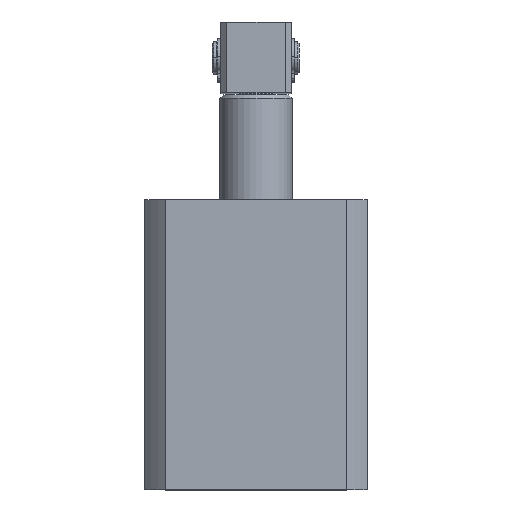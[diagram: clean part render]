
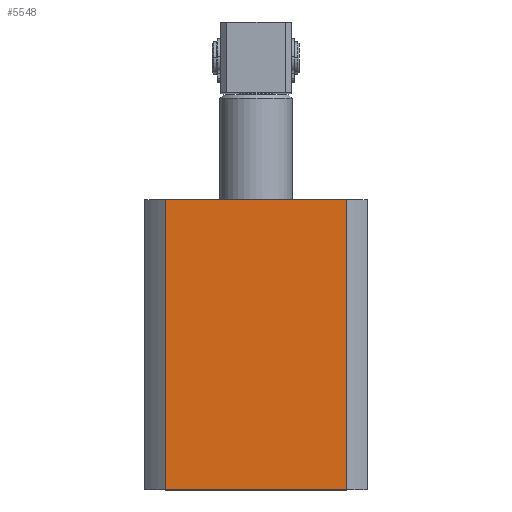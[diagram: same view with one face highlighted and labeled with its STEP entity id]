
A CAD part, top view. The second image highlights one B-rep face of the part: STEP entity #5548.
In plain terms, the highlighted planar face has unit normal (0, 0, 1).
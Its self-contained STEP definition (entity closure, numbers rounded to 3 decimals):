
#831 = DIRECTION ( 'NONE',  ( -1., 0., 0. ) ) ;
#832 = DIRECTION ( 'NONE',  ( 0., 0., -1. ) ) ;
#835 = PLANE ( 'NONE',  #3781 ) ;
#841 = CARTESIAN_POINT ( 'NONE',  ( -34.5, 90., 34.5 ) ) ;
#928 = VECTOR ( 'NONE', #2110, 1000. ) ;
#929 = LINE ( 'NONE', #2112, #928 ) ;
#935 = VECTOR ( 'NONE', #2134, 1000. ) ;
#936 = LINE ( 'NONE', #2135, #935 ) ;
#939 = VECTOR ( 'NONE', #2154, 1000. ) ;
#946 = LINE ( 'NONE', #2166, #939 ) ;
#948 = VECTOR ( 'NONE', #2169, 1000. ) ;
#952 = LINE ( 'NONE', #2192, #948 ) ;
#1107 = VERTEX_POINT ( 'NONE', #4951 ) ;
#1146 = VERTEX_POINT ( 'NONE', #5015 ) ;
#2110 = DIRECTION ( 'NONE',  ( 0., 1., 0. ) ) ;
#2112 = CARTESIAN_POINT ( 'NONE',  ( -28.107, 0., 34.5 ) ) ;
#2134 = DIRECTION ( 'NONE',  ( 1., 0., 0. ) ) ;
#2135 = CARTESIAN_POINT ( 'NONE',  ( -34.5, 90., 34.5 ) ) ;
#2154 = DIRECTION ( 'NONE',  ( 0., -1., 0. ) ) ;
#2166 = CARTESIAN_POINT ( 'NONE',  ( 28.107, 0., 34.5 ) ) ;
#2169 = DIRECTION ( 'NONE',  ( 1., 0., 0. ) ) ;
#2192 = CARTESIAN_POINT ( 'NONE',  ( -34.5, 0., 34.5 ) ) ;
#2683 = VERTEX_POINT ( 'NONE', #5090 ) ;
#3364 = CARTESIAN_POINT ( 'NONE',  ( 28.107, 90., 34.5 ) ) ;
#3781 = AXIS2_PLACEMENT_3D ( 'NONE', #841, #832, #831 ) ;
#4324 = FACE_OUTER_BOUND ( 'NONE', #6132, .T. ) ;
#4951 = CARTESIAN_POINT ( 'NONE',  ( 28.107, 0., 34.5 ) ) ;
#5015 = CARTESIAN_POINT ( 'NONE',  ( -28.107, 0., 34.5 ) ) ;
#5090 = CARTESIAN_POINT ( 'NONE',  ( -28.107, 90., 34.5 ) ) ;
#5169 = EDGE_CURVE ( 'NONE', #1146, #1107, #952, .T. ) ;
#5174 = EDGE_CURVE ( 'NONE', #5622, #1107, #946, .T. ) ;
#5177 = EDGE_CURVE ( 'NONE', #2683, #5622, #936, .T. ) ;
#5182 = EDGE_CURVE ( 'NONE', #1146, #2683, #929, .T. ) ;
#5548 = ADVANCED_FACE ( 'NONE', ( #4324 ), #835, .F. ) ;
#5622 = VERTEX_POINT ( 'NONE', #3364 ) ;
#6132 = EDGE_LOOP ( 'NONE', ( #6995, #6996, #6994, #6993 ) ) ;
#6993 = ORIENTED_EDGE ( 'NONE', *, *, #5177, .F. ) ;
#6994 = ORIENTED_EDGE ( 'NONE', *, *, #5174, .F. ) ;
#6995 = ORIENTED_EDGE ( 'NONE', *, *, #5182, .F. ) ;
#6996 = ORIENTED_EDGE ( 'NONE', *, *, #5169, .T. ) ;
